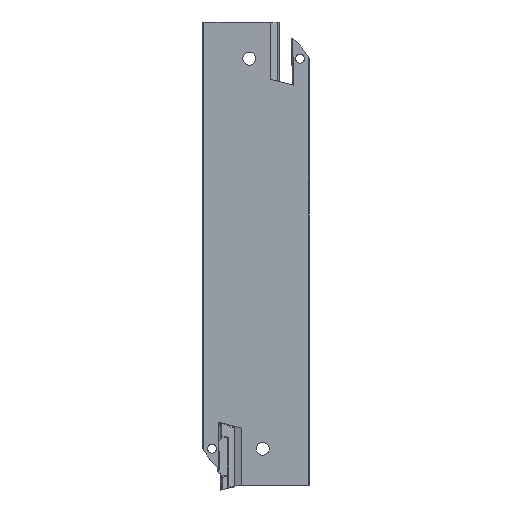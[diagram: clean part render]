
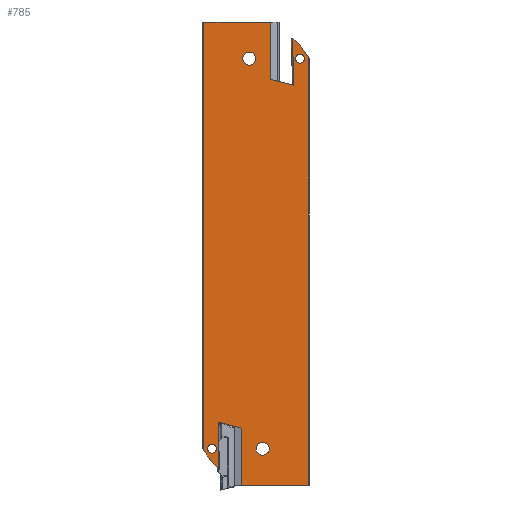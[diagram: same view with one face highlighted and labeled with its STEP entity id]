
A CAD part, left-side view. The second image highlights one B-rep face of the part: STEP entity #785.
In plain terms, the highlighted planar face has unit normal (-1, 0, 0).
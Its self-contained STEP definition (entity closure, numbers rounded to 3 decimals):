
#506=AXIS2_PLACEMENT_3D('Circle Axis2P3D',#504,#505,$) ;
#604=AXIS2_PLACEMENT_3D('Plane Axis2P3D',#601,#602,#603) ;
#692=AXIS2_PLACEMENT_3D('Circle Axis2P3D',#690,#691,$) ;
#715=AXIS2_PLACEMENT_3D('Circle Axis2P3D',#713,#714,$) ;
#724=AXIS2_PLACEMENT_3D('Circle Axis2P3D',#722,#723,$) ;
#733=AXIS2_PLACEMENT_3D('Circle Axis2P3D',#731,#732,$) ;
#742=AXIS2_PLACEMENT_3D('Circle Axis2P3D',#740,#741,$) ;
#751=AXIS2_PLACEMENT_3D('Circle Axis2P3D',#749,#750,$) ;
#760=AXIS2_PLACEMENT_3D('Circle Axis2P3D',#758,#759,$) ;
#769=AXIS2_PLACEMENT_3D('Circle Axis2P3D',#767,#768,$) ;
#778=AXIS2_PLACEMENT_3D('Circle Axis2P3D',#776,#777,$) ;
#449=CARTESIAN_POINT('Vertex',(-2.38,21.989,-94.993)) ;
#452=CARTESIAN_POINT('Line Origine',(-2.38,21.819,-100.588)) ;
#456=CARTESIAN_POINT('Vertex',(-2.38,21.649,-106.183)) ;
#491=CARTESIAN_POINT('Vertex',(-2.38,21.74,-106.131)) ;
#504=CARTESIAN_POINT('Axis2P3D Location',(-2.38,21.599,-105.99)) ;
#577=CARTESIAN_POINT('Vertex',(-2.38,16.396,-96.387)) ;
#580=CARTESIAN_POINT('Line Origine',(-2.38,19.193,-95.69)) ;
#601=CARTESIAN_POINT('Axis2P3D Location',(-2.38,0.638,-111.09)) ;
#606=CARTESIAN_POINT('Line Origine',(-2.38,4.181,-9.412)) ;
#610=CARTESIAN_POINT('Vertex',(-2.38,4.011,-15.007)) ;
#612=CARTESIAN_POINT('Vertex',(-2.38,4.351,-3.817)) ;
#615=CARTESIAN_POINT('Line Origine',(-2.38,6.807,-14.31)) ;
#619=CARTESIAN_POINT('Vertex',(-2.38,9.604,-13.613)) ;
#622=CARTESIAN_POINT('Line Origine',(-2.38,9.604,-6.806)) ;
#626=CARTESIAN_POINT('Vertex',(-2.38,9.604,0.)) ;
#629=CARTESIAN_POINT('Line Origine',(-2.38,17.483,0.)) ;
#633=CARTESIAN_POINT('Vertex',(-2.38,25.362,0.)) ;
#636=CARTESIAN_POINT('Line Origine',(-2.38,25.362,-50.866)) ;
#640=CARTESIAN_POINT('Vertex',(-2.38,25.362,-101.731)) ;
#643=CARTESIAN_POINT('Line Origine',(-2.38,24.46,-103.022)) ;
#647=CARTESIAN_POINT('Vertex',(-2.38,23.558,-104.313)) ;
#650=CARTESIAN_POINT('Line Origine',(-2.38,22.649,-105.222)) ;
#655=CARTESIAN_POINT('Line Origine',(-2.38,16.396,-103.194)) ;
#659=CARTESIAN_POINT('Vertex',(-2.38,16.396,-110.)) ;
#662=CARTESIAN_POINT('Line Origine',(-2.38,8.517,-110.)) ;
#666=CARTESIAN_POINT('Vertex',(-2.38,0.638,-110.)) ;
#669=CARTESIAN_POINT('Line Origine',(-2.38,0.638,-59.134)) ;
#673=CARTESIAN_POINT('Vertex',(-2.38,0.638,-8.269)) ;
#676=CARTESIAN_POINT('Line Origine',(-2.38,1.54,-6.978)) ;
#680=CARTESIAN_POINT('Vertex',(-2.38,2.442,-5.687)) ;
#683=CARTESIAN_POINT('Line Origine',(-2.38,3.351,-4.778)) ;
#687=CARTESIAN_POINT('Vertex',(-2.38,4.26,-3.869)) ;
#690=CARTESIAN_POINT('Axis2P3D Location',(-2.38,4.402,-4.011)) ;
#713=CARTESIAN_POINT('Axis2P3D Location',(-2.38,2.591,-8.699)) ;
#717=CARTESIAN_POINT('Vertex',(-2.38,2.591,-9.749)) ;
#719=CARTESIAN_POINT('Vertex',(-2.38,2.591,-7.649)) ;
#722=CARTESIAN_POINT('Axis2P3D Location',(-2.38,2.591,-8.699)) ;
#731=CARTESIAN_POINT('Axis2P3D Location',(-2.38,11.409,-101.301)) ;
#735=CARTESIAN_POINT('Vertex',(-2.38,11.409,-102.851)) ;
#737=CARTESIAN_POINT('Vertex',(-2.38,11.409,-99.751)) ;
#740=CARTESIAN_POINT('Axis2P3D Location',(-2.38,11.409,-101.301)) ;
#749=CARTESIAN_POINT('Axis2P3D Location',(-2.38,23.409,-101.301)) ;
#753=CARTESIAN_POINT('Vertex',(-2.38,23.409,-100.251)) ;
#755=CARTESIAN_POINT('Vertex',(-2.38,23.409,-102.351)) ;
#758=CARTESIAN_POINT('Axis2P3D Location',(-2.38,23.409,-101.301)) ;
#767=CARTESIAN_POINT('Axis2P3D Location',(-2.38,14.591,-8.699)) ;
#771=CARTESIAN_POINT('Vertex',(-2.38,14.591,-7.149)) ;
#773=CARTESIAN_POINT('Vertex',(-2.38,14.591,-10.249)) ;
#776=CARTESIAN_POINT('Axis2P3D Location',(-2.38,14.591,-8.699)) ;
#453=DIRECTION('Vector Direction',(0.,-0.03,-1.)) ;
#505=DIRECTION('Axis2P3D Direction',(-1.,0.,0.)) ;
#581=DIRECTION('Vector Direction',(0.,-0.97,-0.242)) ;
#602=DIRECTION('Axis2P3D Direction',(1.,0.,0.)) ;
#603=DIRECTION('Axis2P3D XDirection',(0.,1.,0.)) ;
#607=DIRECTION('Vector Direction',(0.,0.03,1.)) ;
#616=DIRECTION('Vector Direction',(0.,0.97,0.242)) ;
#623=DIRECTION('Vector Direction',(0.,0.,1.)) ;
#630=DIRECTION('Vector Direction',(0.,-1.,0.)) ;
#637=DIRECTION('Vector Direction',(0.,0.,-1.)) ;
#644=DIRECTION('Vector Direction',(0.,0.573,0.82)) ;
#651=DIRECTION('Vector Direction',(0.,-0.707,-0.707)) ;
#656=DIRECTION('Vector Direction',(0.,0.,1.)) ;
#663=DIRECTION('Vector Direction',(0.,1.,0.)) ;
#670=DIRECTION('Vector Direction',(0.,0.,-1.)) ;
#677=DIRECTION('Vector Direction',(0.,-0.573,-0.82)) ;
#684=DIRECTION('Vector Direction',(0.,0.707,0.707)) ;
#691=DIRECTION('Axis2P3D Direction',(1.,0.,0.)) ;
#714=DIRECTION('Axis2P3D Direction',(1.,0.,0.)) ;
#723=DIRECTION('Axis2P3D Direction',(1.,0.,0.)) ;
#732=DIRECTION('Axis2P3D Direction',(1.,0.,0.)) ;
#741=DIRECTION('Axis2P3D Direction',(1.,0.,0.)) ;
#750=DIRECTION('Axis2P3D Direction',(1.,0.,0.)) ;
#759=DIRECTION('Axis2P3D Direction',(1.,0.,0.)) ;
#768=DIRECTION('Axis2P3D Direction',(1.,0.,0.)) ;
#777=DIRECTION('Axis2P3D Direction',(1.,0.,0.)) ;
#454=VECTOR('Line Direction',#453,1.) ;
#582=VECTOR('Line Direction',#581,1.) ;
#608=VECTOR('Line Direction',#607,1.) ;
#617=VECTOR('Line Direction',#616,1.) ;
#624=VECTOR('Line Direction',#623,1.) ;
#631=VECTOR('Line Direction',#630,1.) ;
#638=VECTOR('Line Direction',#637,1.) ;
#645=VECTOR('Line Direction',#644,1.) ;
#652=VECTOR('Line Direction',#651,1.) ;
#657=VECTOR('Line Direction',#656,1.) ;
#664=VECTOR('Line Direction',#663,1.) ;
#671=VECTOR('Line Direction',#670,1.) ;
#678=VECTOR('Line Direction',#677,1.) ;
#685=VECTOR('Line Direction',#684,1.) ;
#696=ORIENTED_EDGE('',*,*,#614,.F.) ;
#697=ORIENTED_EDGE('',*,*,#621,.T.) ;
#698=ORIENTED_EDGE('',*,*,#628,.T.) ;
#699=ORIENTED_EDGE('',*,*,#635,.T.) ;
#700=ORIENTED_EDGE('',*,*,#642,.T.) ;
#701=ORIENTED_EDGE('',*,*,#649,.F.) ;
#702=ORIENTED_EDGE('',*,*,#654,.T.) ;
#703=ORIENTED_EDGE('',*,*,#508,.F.) ;
#704=ORIENTED_EDGE('',*,*,#458,.F.) ;
#705=ORIENTED_EDGE('',*,*,#584,.T.) ;
#706=ORIENTED_EDGE('',*,*,#661,.F.) ;
#707=ORIENTED_EDGE('',*,*,#668,.T.) ;
#708=ORIENTED_EDGE('',*,*,#675,.F.) ;
#709=ORIENTED_EDGE('',*,*,#682,.F.) ;
#710=ORIENTED_EDGE('',*,*,#689,.T.) ;
#711=ORIENTED_EDGE('',*,*,#694,.F.) ;
#728=ORIENTED_EDGE('',*,*,#721,.T.) ;
#729=ORIENTED_EDGE('',*,*,#726,.T.) ;
#746=ORIENTED_EDGE('',*,*,#739,.T.) ;
#747=ORIENTED_EDGE('',*,*,#744,.T.) ;
#764=ORIENTED_EDGE('',*,*,#757,.T.) ;
#765=ORIENTED_EDGE('',*,*,#762,.T.) ;
#782=ORIENTED_EDGE('',*,*,#775,.T.) ;
#783=ORIENTED_EDGE('',*,*,#780,.T.) ;
#730=FACE_BOUND('',#727,.T.) ;
#748=FACE_BOUND('',#745,.T.) ;
#766=FACE_BOUND('',#763,.T.) ;
#784=FACE_BOUND('',#781,.T.) ;
#785=ADVANCED_FACE('NOCUT',(#712,#730,#748,#766,#784),#605,.F.) ;
#507=CIRCLE('generated circle',#506,0.2) ;
#693=CIRCLE('generated circle',#692,0.2) ;
#716=CIRCLE('generated circle',#715,1.05) ;
#725=CIRCLE('generated circle',#724,1.05) ;
#734=CIRCLE('generated circle',#733,1.55) ;
#743=CIRCLE('generated circle',#742,1.55) ;
#752=CIRCLE('generated circle',#751,1.05) ;
#761=CIRCLE('generated circle',#760,1.05) ;
#770=CIRCLE('generated circle',#769,1.55) ;
#779=CIRCLE('generated circle',#778,1.55) ;
#458=EDGE_CURVE('',#450,#457,#455,.T.) ;
#508=EDGE_CURVE('',#457,#492,#507,.F.) ;
#584=EDGE_CURVE('',#450,#578,#583,.T.) ;
#614=EDGE_CURVE('',#611,#613,#609,.T.) ;
#621=EDGE_CURVE('',#611,#620,#618,.T.) ;
#628=EDGE_CURVE('',#620,#627,#625,.T.) ;
#635=EDGE_CURVE('',#627,#634,#632,.F.) ;
#642=EDGE_CURVE('',#634,#641,#639,.T.) ;
#649=EDGE_CURVE('',#648,#641,#646,.T.) ;
#654=EDGE_CURVE('',#648,#492,#653,.T.) ;
#661=EDGE_CURVE('',#660,#578,#658,.T.) ;
#668=EDGE_CURVE('',#660,#667,#665,.F.) ;
#675=EDGE_CURVE('',#674,#667,#672,.T.) ;
#682=EDGE_CURVE('',#681,#674,#679,.T.) ;
#689=EDGE_CURVE('',#681,#688,#686,.T.) ;
#694=EDGE_CURVE('',#613,#688,#693,.T.) ;
#721=EDGE_CURVE('',#718,#720,#716,.T.) ;
#726=EDGE_CURVE('',#720,#718,#725,.T.) ;
#739=EDGE_CURVE('',#736,#738,#734,.T.) ;
#744=EDGE_CURVE('',#738,#736,#743,.T.) ;
#757=EDGE_CURVE('',#754,#756,#752,.T.) ;
#762=EDGE_CURVE('',#756,#754,#761,.T.) ;
#775=EDGE_CURVE('',#772,#774,#770,.T.) ;
#780=EDGE_CURVE('',#774,#772,#779,.T.) ;
#695=EDGE_LOOP('',(#696,#697,#698,#699,#700,#701,#702,#703,#704,#705,#706,#707,#708,#709,#710,#711)) ;
#727=EDGE_LOOP('',(#728,#729)) ;
#745=EDGE_LOOP('',(#746,#747)) ;
#763=EDGE_LOOP('',(#764,#765)) ;
#781=EDGE_LOOP('',(#782,#783)) ;
#712=FACE_OUTER_BOUND('',#695,.T.) ;
#455=LINE('Line',#452,#454) ;
#583=LINE('Line',#580,#582) ;
#609=LINE('Line',#606,#608) ;
#618=LINE('Line',#615,#617) ;
#625=LINE('Line',#622,#624) ;
#632=LINE('Line',#629,#631) ;
#639=LINE('Line',#636,#638) ;
#646=LINE('Line',#643,#645) ;
#653=LINE('Line',#650,#652) ;
#658=LINE('Line',#655,#657) ;
#665=LINE('Line',#662,#664) ;
#672=LINE('Line',#669,#671) ;
#679=LINE('Line',#676,#678) ;
#686=LINE('Line',#683,#685) ;
#605=PLANE('',#604) ;
#450=VERTEX_POINT('',#449) ;
#457=VERTEX_POINT('',#456) ;
#492=VERTEX_POINT('',#491) ;
#578=VERTEX_POINT('',#577) ;
#611=VERTEX_POINT('',#610) ;
#613=VERTEX_POINT('',#612) ;
#620=VERTEX_POINT('',#619) ;
#627=VERTEX_POINT('',#626) ;
#634=VERTEX_POINT('',#633) ;
#641=VERTEX_POINT('',#640) ;
#648=VERTEX_POINT('',#647) ;
#660=VERTEX_POINT('',#659) ;
#667=VERTEX_POINT('',#666) ;
#674=VERTEX_POINT('',#673) ;
#681=VERTEX_POINT('',#680) ;
#688=VERTEX_POINT('',#687) ;
#718=VERTEX_POINT('',#717) ;
#720=VERTEX_POINT('',#719) ;
#736=VERTEX_POINT('',#735) ;
#738=VERTEX_POINT('',#737) ;
#754=VERTEX_POINT('',#753) ;
#756=VERTEX_POINT('',#755) ;
#772=VERTEX_POINT('',#771) ;
#774=VERTEX_POINT('',#773) ;
